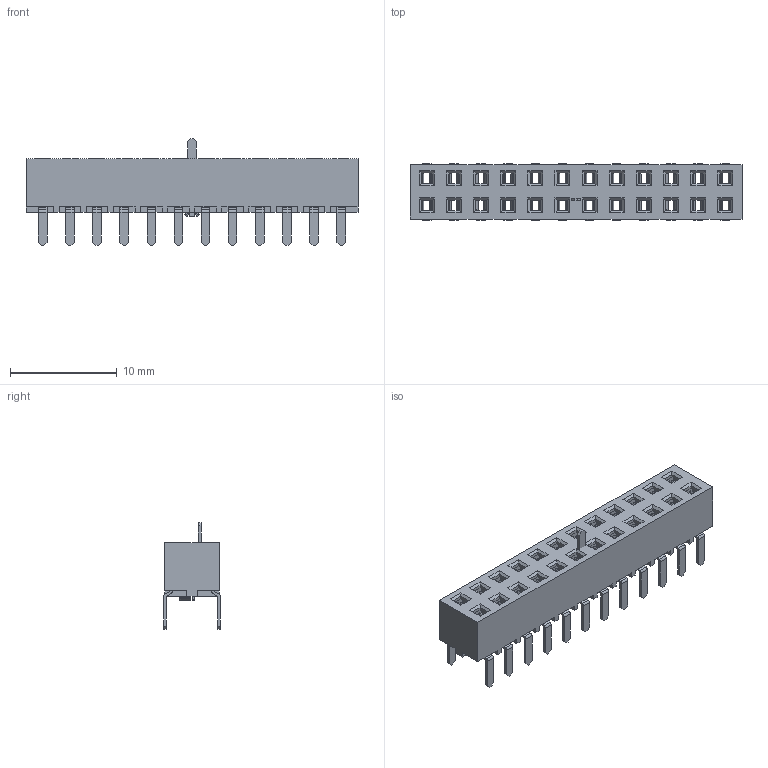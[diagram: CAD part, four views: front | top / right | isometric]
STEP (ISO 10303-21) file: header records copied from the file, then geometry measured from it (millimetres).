
FILE_DESCRIPTION( ( 'Unknown' ), '1' );
FILE_NAME( '61302425721.stp', 'Unknown', ( 'Unknown' ), ( 'Unknown' ), 'PSStep 14.0', 'Unknown', ' ' );
FILE_SCHEMA( ( 'AUTOMOTIVE_DESIGN { 1 0 10303 214 1 1 1 1 }' ) );
Length unit declared in the file: millimetre
Products named in the file (3): Assem1; 6130xx25721_PIN; 61302425721
Bounding box: 31.08 x 5.33 x 10 mm (x, y, z)
Volume: 907.4 mm3; surface area: 3731.4 mm2
Topology: 27 solids, 27 shells, 2534 faces, 6748 edges, 4268 vertices
Faces by surface type: plane 1734, cylinder 800
Entity records: 16284 total; most frequent: CARTESIAN_POINT 2322, ORIENTED_EDGE 2240, DIRECTION 2048, EDGE_CURVE 1120, LINE 1052, VECTOR 1052, VERTEX_POINT 708, AXIS2_PLACEMENT_3D 498
